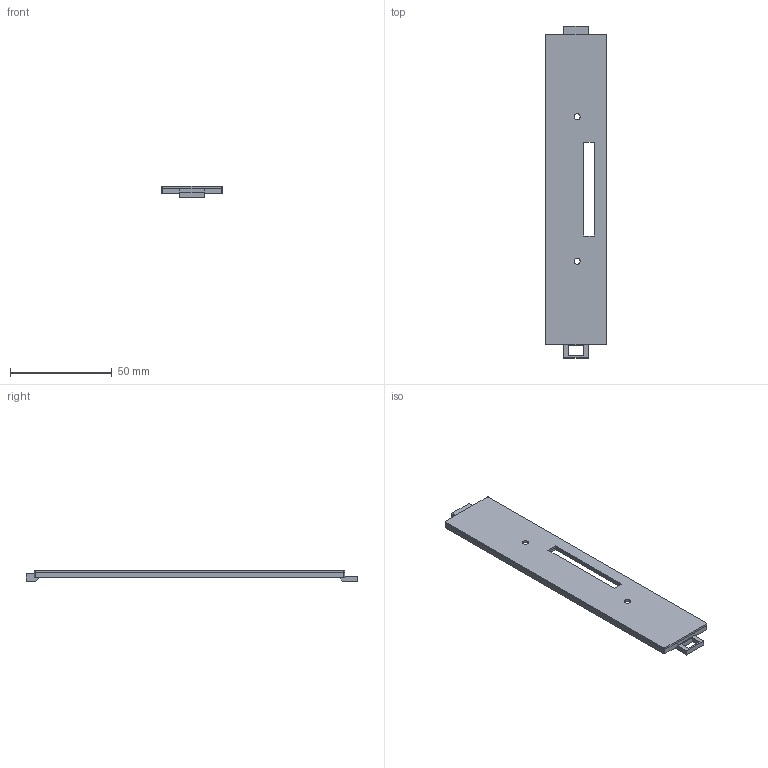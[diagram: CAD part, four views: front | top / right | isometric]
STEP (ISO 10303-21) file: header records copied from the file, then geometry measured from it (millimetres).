
FILE_DESCRIPTION(('FreeCAD Model'),'2;1');
FILE_NAME('Open CASCADE Shape Model','2024-08-08T23:27:55',(''),(''), 'Open CASCADE STEP processor 7.6','FreeCAD','Unknown');
FILE_SCHEMA(('AUTOMOTIVE_DESIGN { 1 0 10303 214 1 1 1 1 }'));
Length unit declared in the file: millimetre
Products named in the file (1): Body
Bounding box: 29.9 x 162.9 x 5.4 mm (x, y, z)
Volume: 6993.6 mm3; surface area: 11467.6 mm2
Topology: 1 solids, 1 shells, 61 faces, 158 edges, 100 vertices
Faces by surface type: plane 51, cylinder 10
Full cylindrical faces by diameter (mm): 3 x2
Entity records: 1858 total; most frequent: CARTESIAN_POINT 320, ORIENTED_EDGE 316, DIRECTION 298, EDGE_CURVE 158, LINE 142, VECTOR 142, VERTEX_POINT 100, AXIS2_PLACEMENT_3D 78
